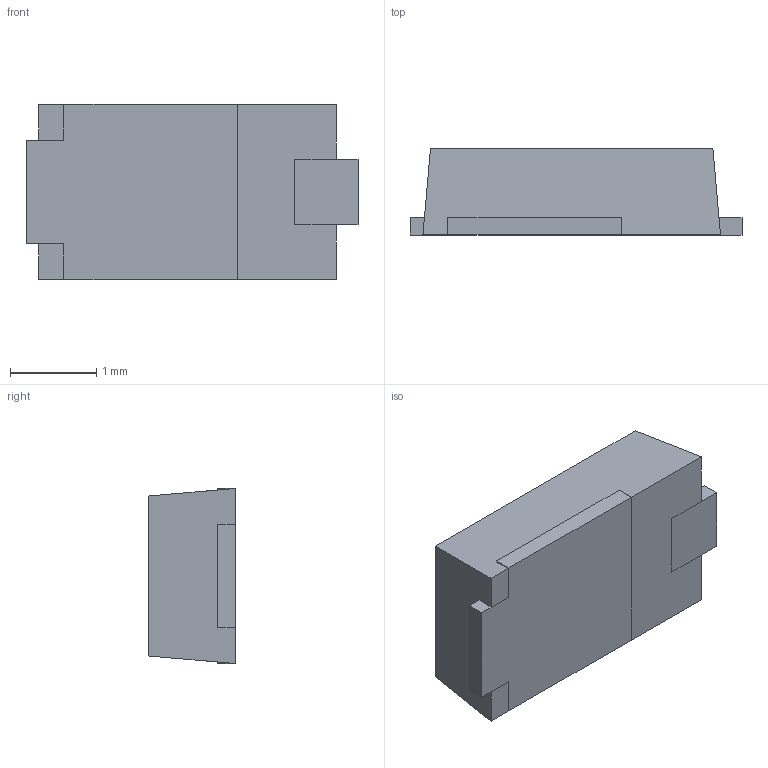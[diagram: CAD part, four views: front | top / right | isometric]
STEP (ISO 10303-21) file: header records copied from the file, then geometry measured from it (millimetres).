
FILE_DESCRIPTION (( 'STEP AP214' ), '1' );
FILE_NAME ('SMP Package.STEP', '2017-12-20T06:28:09', ( 'Vishay' ), ( '' ), 'SwSTEP 2.0', 'SolidWorks 2016', '' );
FILE_SCHEMA (( 'AUTOMOTIVE_DESIGN' ));
Length unit declared in the file: millimetre
Products named in the file (1): SMP Package
Bounding box: 3.85 x 1 x 2.03 mm (x, y, z)
Volume: 6.6 mm3; surface area: 24.7 mm2
Topology: 1 solids, 1 shells, 26 faces, 64 edges, 40 vertices
Faces by surface type: plane 26
Entity records: 866 total; most frequent: CARTESIAN_POINT 131, ORIENTED_EDGE 128, DIRECTION 118, EDGE_CURVE 64, LINE 64, VECTOR 64, VERTEX_POINT 40, AXIS2_PLACEMENT_3D 27
